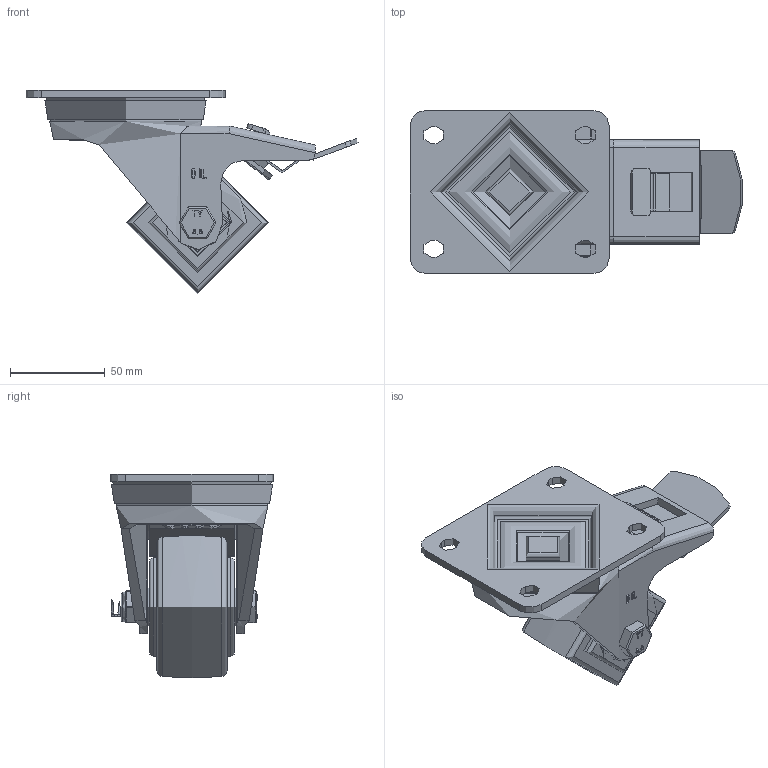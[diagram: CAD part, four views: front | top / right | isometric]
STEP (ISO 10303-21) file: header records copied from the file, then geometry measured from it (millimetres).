
FILE_DESCRIPTION(/* description */ (''),/* implementation_level */ '2;1');
FILE_NAME(/* name */ 'BZHD75NYBJSWB - 2.step',/* time_stamp */ '2025-04-11T16:22:12+01:00',/* author */ (''),/* organization */ (''),/* preprocessor_version */ 'ST-DEVELOPER v20.1',/* originating_system */ 'Autodesk Translation Framework v14.4.0.0',/* authorisation */ '');
FILE_SCHEMA (('AUTOMOTIVE_DESIGN { 1 0 10303 214 3 1 1 }'));
Products named in the file (38): BZHD75NYBJSWB - 2; BZH80ASSWB - 47 v1; ZINC PLATED, PRESSED STEEL TOP PLATE; ZINC PLATED, PRESSED STEEL BRAKE PEDAL; ZINC PLATED, PRESSED STEEL FORKS; BRAKE PAD; BRAKE PAD Geometry; BRAKE BOLT; BEARING SEAL; BZHD75WNYBJM15 v1; NYLON WHEEL; BEARING 6202; METAL; METAL2; Pattern; Component1; MIDDLE; RUBBER; RUBBER2; BEARING 62022; METAL3; METAL4; Pattern2; Component12; MIDDLE2; RUBBER3; RUBBER4; BEARING SPACER; TH15X1X10 v1; ZINC PLATED HEADED SPACER; TH15X1X10 v1 (1); ZINC PLATED HEADED SPACER (1); HEXBOLTM10X70Z8.8 v2; GRADE 8.8 THREADED ZINC PLATED BOLT; NYLOCM10Z v1; NYLOC NUT; RUBBER (1); NUT
Assembly tree (51 placements, depth 5):
  BZHD75NYBJSWB - 2
    BZH80ASSWB - 47 v1
      ZINC PLATED, PRESSED STEEL TOP PLATE
      ZINC PLATED, PRESSED STEEL BRAKE PEDAL
      ZINC PLATED, PRESSED STEEL FORKS
      BRAKE PAD
        BRAKE PAD Geometry
        BRAKE BOLT
      BEARING SEAL
    BZHD75WNYBJM15 v1
      NYLON WHEEL
      BEARING 6202
        METAL
        METAL2
        Pattern
          Component1  x8
        MIDDLE
        RUBBER
        RUBBER2
      BEARING 62022
        METAL3
        METAL4
        Pattern2
          Component12  x8
        MIDDLE2
        RUBBER3
        RUBBER4
      BEARING SPACER
    TH15X1X10 v1
      ZINC PLATED HEADED SPACER
    TH15X1X10 v1 (1)
      ZINC PLATED HEADED SPACER (1)
    HEXBOLTM10X70Z8.8 v2
      GRADE 8.8 THREADED ZINC PLATED BOLT
    NYLOCM10Z v1
      NYLOC NUT
        RUBBER (1)
        NUT
Bounding box: 175.06 x 86 x 107.5 mm (x, y, z)
Volume: 305844.8 mm3; surface area: 130339.8 mm2
Topology: 39 solids, 39 shells, 1270 faces, 3228 edges, 2127 vertices
Faces by surface type: plane 576, bspline 335, cylinder 256, sphere 60, torus 28, cone 15
Full cylindrical faces by diameter (mm): 8 x2, 8.141 x18, 9.85 x19, 10 x3, 10.2 x2, 10.25 x2, 12 x2, 14.75 x2, 15 x3, 16 x2, 18 x2, 19 x1, 20 x11, 22.5 x4, 23 x4, 25 x2, 30 x8, 30.5 x4, 31 x9, 32 x4, 35 x4, 52 x2, 59 x1, 72 x1, 80 x1
Entity records: 48938 total; most frequent: CARTESIAN_POINT 19283, ORIENTED_EDGE 6308, DIRECTION 5116, EDGE_CURVE 3154, VERTEX_POINT 2099, AXIS2_PLACEMENT_3D 1777, LINE 1562, VECTOR 1562
